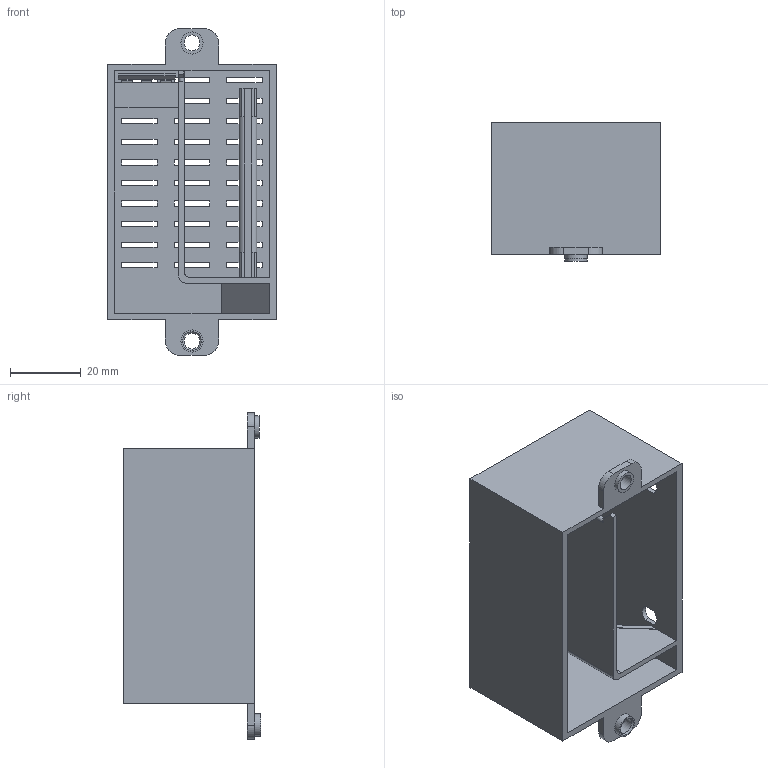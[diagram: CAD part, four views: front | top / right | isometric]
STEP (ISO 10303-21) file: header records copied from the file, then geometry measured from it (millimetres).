
FILE_DESCRIPTION(/* description */ ('STEP AP242','CAx-IF Rec.Pracs.---Representation and Presentation of Product Manufacturing Information (PMI)---4.0---2014-10-13','CAx-IF Rec.Pracs.---3D Tessellated Geometry---0.4---2014-09-14','2;1'),/* implementation_level */ '2;1');
FILE_NAME(/* name */ '669db4460edfe22869d0cc8a',/* time_stamp */ '2024-07-22T01:22:15Z',/* author */ (''),/* organization */ (''),/* preprocessor_version */ 'ST-DEVELOPER v20',/* originating_system */ ' ',/* authorisation */ ' ');
FILE_SCHEMA (('AP242_MANAGED_MODEL_BASED_3D_ENGINEERING_MIM_LF { 1 0 10303 442 1 1 4 }'));
Length unit declared in the file: metre
Products named in the file (2): Back Box
Assembly tree (1 placements, depth 2):
  Back Box
    Back Box
Bounding box: 47.5 x 38.8 x 92 mm (x, y, z)
Volume: 27904.1 mm3; surface area: 31163.9 mm2
Topology: 1 solids, 1 shells, 288 faces, 950 edges, 629 vertices
Faces by surface type: plane 262, cylinder 23, cone 3
Full cylindrical faces by diameter (mm): 4.5 x2, 6.25 x2
Entity records: 10414 total; most frequent: ORIENTED_EDGE 1882, CARTESIAN_POINT 1870, DIRECTION 1569, EDGE_CURVE 941, LINE 885, VECTOR 885, VERTEX_POINT 627, EDGE_LOOP 370
